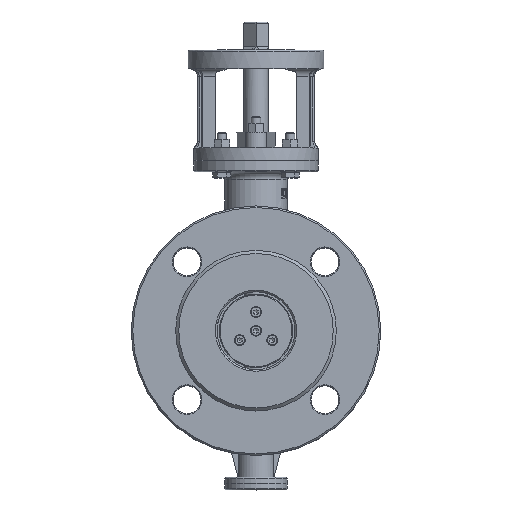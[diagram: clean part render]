
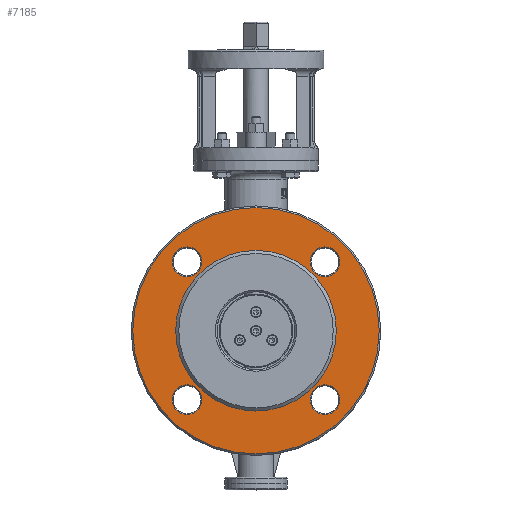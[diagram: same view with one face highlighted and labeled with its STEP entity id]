
A CAD part, top view. The second image highlights one B-rep face of the part: STEP entity #7185.
In plain terms, the highlighted planar face has unit normal (0, 0, 1).
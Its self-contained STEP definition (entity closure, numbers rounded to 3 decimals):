
#244=FACE_BOUND('',#1201,.T.);
#245=FACE_BOUND('',#1202,.T.);
#246=FACE_BOUND('',#1203,.T.);
#247=FACE_BOUND('',#1204,.T.);
#248=FACE_BOUND('',#1205,.T.);
#400=PLANE('',#7874);
#752=FACE_OUTER_BOUND('',#1200,.T.);
#1200=EDGE_LOOP('',(#5687));
#1201=EDGE_LOOP('',(#5688));
#1202=EDGE_LOOP('',(#5689));
#1203=EDGE_LOOP('',(#5690));
#1204=EDGE_LOOP('',(#5691));
#1205=EDGE_LOOP('',(#5692));
#1611=CIRCLE('',#7872,51.5);
#1613=CIRCLE('',#7875,79.);
#1614=CIRCLE('',#7876,9.5);
#1615=CIRCLE('',#7877,9.5);
#1616=CIRCLE('',#7878,9.5);
#1617=CIRCLE('',#7879,9.5);
#3254=VERTEX_POINT('',#13719);
#3256=VERTEX_POINT('',#13725);
#3257=VERTEX_POINT('',#13727);
#3258=VERTEX_POINT('',#13729);
#3259=VERTEX_POINT('',#13731);
#3260=VERTEX_POINT('',#13733);
#4111=EDGE_CURVE('',#3254,#3254,#1611,.T.);
#4114=EDGE_CURVE('',#3256,#3256,#1613,.T.);
#4115=EDGE_CURVE('',#3257,#3257,#1614,.T.);
#4116=EDGE_CURVE('',#3258,#3258,#1615,.T.);
#4117=EDGE_CURVE('',#3259,#3259,#1616,.T.);
#4118=EDGE_CURVE('',#3260,#3260,#1617,.T.);
#5687=ORIENTED_EDGE('',*,*,#4114,.F.);
#5688=ORIENTED_EDGE('',*,*,#4115,.F.);
#5689=ORIENTED_EDGE('',*,*,#4116,.F.);
#5690=ORIENTED_EDGE('',*,*,#4117,.F.);
#5691=ORIENTED_EDGE('',*,*,#4118,.F.);
#5692=ORIENTED_EDGE('',*,*,#4111,.F.);
#7185=ADVANCED_FACE('',(#752,#244,#245,#246,#247,#248),#400,.T.);
#7872=AXIS2_PLACEMENT_3D('',#13720,#9326,#9327);
#7874=AXIS2_PLACEMENT_3D('',#13724,#9331,#9332);
#7875=AXIS2_PLACEMENT_3D('',#13726,#9333,#9334);
#7876=AXIS2_PLACEMENT_3D('',#13728,#9335,#9336);
#7877=AXIS2_PLACEMENT_3D('',#13730,#9337,#9338);
#7878=AXIS2_PLACEMENT_3D('',#13732,#9339,#9340);
#7879=AXIS2_PLACEMENT_3D('',#13734,#9341,#9342);
#9326=DIRECTION('center_axis',(0.,0.,1.));
#9327=DIRECTION('ref_axis',(-1.,0.,0.));
#9331=DIRECTION('center_axis',(0.,0.,1.));
#9332=DIRECTION('ref_axis',(1.,0.,0.));
#9333=DIRECTION('center_axis',(0.,0.,-1.));
#9334=DIRECTION('ref_axis',(-1.,0.,0.));
#9335=DIRECTION('center_axis',(0.,0.,1.));
#9336=DIRECTION('ref_axis',(-1.,0.,0.));
#9337=DIRECTION('center_axis',(0.,0.,1.));
#9338=DIRECTION('ref_axis',(-1.,0.,0.));
#9339=DIRECTION('center_axis',(0.,0.,1.));
#9340=DIRECTION('ref_axis',(-1.,0.,0.));
#9341=DIRECTION('center_axis',(0.,0.,1.));
#9342=DIRECTION('ref_axis',(-1.,0.,0.));
#13719=CARTESIAN_POINT('',(51.5,0.,9.));
#13720=CARTESIAN_POINT('Origin',(0.,0.,9.));
#13724=CARTESIAN_POINT('Origin',(0.,0.,9.));
#13725=CARTESIAN_POINT('',(79.,0.,9.));
#13726=CARTESIAN_POINT('Origin',(0.,0.,9.));
#13727=CARTESIAN_POINT('',(-34.694,-44.194,9.));
#13728=CARTESIAN_POINT('Origin',(-44.194,-44.194,9.));
#13729=CARTESIAN_POINT('',(53.694,44.194,9.));
#13730=CARTESIAN_POINT('Origin',(44.194,44.194,9.));
#13731=CARTESIAN_POINT('',(-34.694,44.194,9.));
#13732=CARTESIAN_POINT('Origin',(-44.194,44.194,9.));
#13733=CARTESIAN_POINT('',(53.694,-44.194,9.));
#13734=CARTESIAN_POINT('Origin',(44.194,-44.194,9.));
